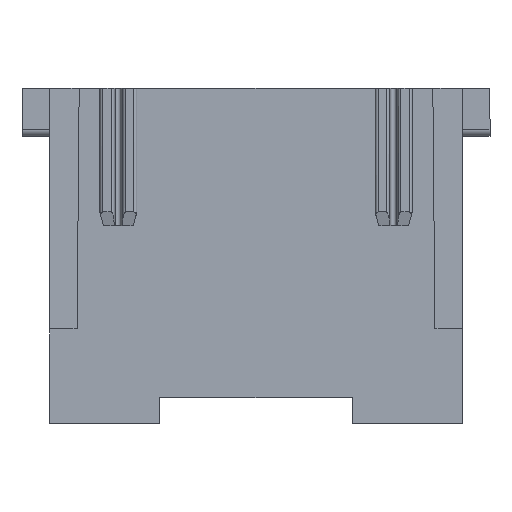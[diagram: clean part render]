
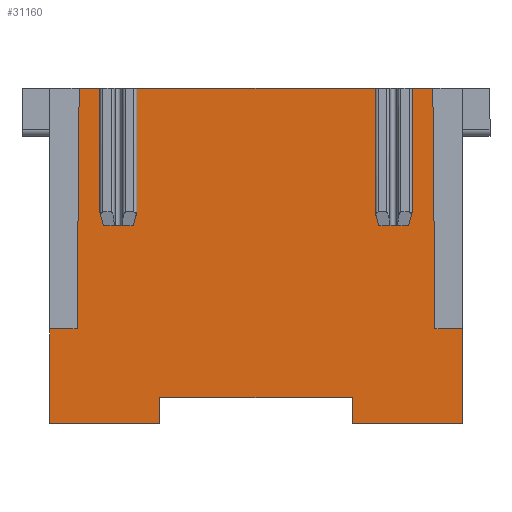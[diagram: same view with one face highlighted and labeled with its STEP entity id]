
A CAD part, left-side view. The second image highlights one B-rep face of the part: STEP entity #31160.
In plain terms, the highlighted face is planar.
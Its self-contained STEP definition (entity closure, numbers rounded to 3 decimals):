
#630=CARTESIAN_POINT('',(56.048,68.257,-7.));
#640=VERTEX_POINT('',#630);
#2020=CARTESIAN_POINT('',(56.048,68.257,-27.));
#2030=VERTEX_POINT('',#2020);
#2060=CARTESIAN_POINT('',(56.048,68.257,-4.559));
#2070=DIRECTION('',(0.,0.,1.));
#2080=VECTOR('',#2070,1.);
#2090=LINE('',#2060,#2080);
#2100=CARTESIAN_POINT('',(56.048,68.257,-25.924));
#2110=VERTEX_POINT('',#2100);
#2120=EDGE_CURVE('',#2030,#2110,#2090,.T.);
#2420=CARTESIAN_POINT('',(56.048,68.257,-5.924));
#2430=VERTEX_POINT('',#2420);
#2460=CARTESIAN_POINT('',(56.048,70.082,-5.435))
;
#2470=DIRECTION('',(0.,-0.966,
-0.259));
#2480=VECTOR('',#2470,1.);
#2490=LINE('',#2460,#2480);
#2500=CARTESIAN_POINT('',(56.048,69.257,-5.656));
#2510=VERTEX_POINT('',#2500);
#2520=EDGE_CURVE('',#2510,#2430,#2490,.T.);
#3250=CARTESIAN_POINT('',(56.048,60.757,-2.));
#3260=VERTEX_POINT('',#3250);
#3410=CARTESIAN_POINT('',(56.048,60.757,-4.));
#3420=VERTEX_POINT('',#3410);
#3450=CARTESIAN_POINT('',(56.048,60.757,-0.438));
#3460=DIRECTION('',(0.,0.,1.));
#3470=VECTOR('',#3460,1.);
#3480=LINE('',#3450,#3470);
#3490=EDGE_CURVE('',#3420,#3260,#3480,.T.);
#4290=CARTESIAN_POINT('',(56.048,77.757,-8.344));
#4300=DIRECTION('',(0.,1.,0.));
#4310=VECTOR('',#4300,1.);
#4320=LINE('',#4290,#4310);
#4330=CARTESIAN_POINT('',(56.048,69.257,-8.344));
#4340=VERTEX_POINT('',#4330);
#4350=CARTESIAN_POINT('',(56.048,78.257,-8.344));
#4360=VERTEX_POINT('',#4350);
#4370=EDGE_CURVE('',#4340,#4360,#4320,.T.);
#5430=CARTESIAN_POINT('',(56.048,69.257,-28.344));
#5440=VERTEX_POINT('',#5430);
#5470=CARTESIAN_POINT('',(56.048,70.517,-28.682))
;
#5480=DIRECTION('',(0.,-0.966,
0.259));
#5490=VECTOR('',#5480,1.);
#5500=LINE('',#5470,#5490);
#5510=CARTESIAN_POINT('',(56.048,68.257,-28.076));
#5520=VERTEX_POINT('',#5510);
#5530=EDGE_CURVE('',#5440,#5520,#5500,.T.);
#5750=CARTESIAN_POINT('',(56.048,78.257,-29.847));
#5760=VERTEX_POINT('',#5750);
#5910=CARTESIAN_POINT('',(56.048,60.757,-30.));
#5920=VERTEX_POINT('',#5910);
#5950=CARTESIAN_POINT('',(56.048,58.057,-30.024));
#5960=DIRECTION('',(0.,-1.,
-0.009));
#5970=VECTOR('',#5960,1.);
#5980=LINE('',#5950,#5970);
#5990=EDGE_CURVE('',#5760,#5920,#5980,.T.);
#7010=CARTESIAN_POINT('',(56.048,68.257,-8.076));
#7020=VERTEX_POINT('',#7010);
#7050=CARTESIAN_POINT('',(56.048,68.257,-4.559));
#7060=DIRECTION('',(0.,0.,1.));
#7070=VECTOR('',#7060,1.);
#7080=LINE('',#7050,#7070);
#7090=EDGE_CURVE('',#7020,#640,#7080,.T.);
#8290=CARTESIAN_POINT('',(56.048,78.257,-4.153));
#8300=VERTEX_POINT('',#8290);
#8350=CARTESIAN_POINT('',(56.048,58.057,-3.976));
#8360=DIRECTION('',(0.,1.,
-0.009));
#8370=VECTOR('',#8360,1.);
#8380=LINE('',#8350,#8370);
#8390=EDGE_CURVE('',#3420,#8300,#8380,.T.);
#14410=EDGE_CURVE('',#640,#2430,#7080,.T.);
#15750=CARTESIAN_POINT('',(56.048,53.857,-2.)
);
#15760=VERTEX_POINT('',#15750);
#17280=CARTESIAN_POINT('',(56.048,0.,-2.));
#17290=DIRECTION('',(0.,1.,0.));
#17300=VECTOR('',#17290,1.);
#17310=LINE('',#17280,#17300);
#17320=EDGE_CURVE('',#15760,#3260,#17310,.T.);
#17810=CARTESIAN_POINT('',(56.048,60.757,-32.));
#17820=VERTEX_POINT('',#17810);
#17850=CARTESIAN_POINT('',(56.048,60.757,-0.438));
#17860=DIRECTION('',(0.,0.,1.));
#17870=VECTOR('',#17860,1.);
#17880=LINE('',#17850,#17870);
#17890=EDGE_CURVE('',#17820,#5920,#17880,.T.);
#18360=EDGE_CURVE('',#5520,#2030,#2090,.T.);
#19640=CARTESIAN_POINT('',(56.048,77.757,-5.656));
#19650=DIRECTION('',(0.,-1.,0.));
#19660=VECTOR('',#19650,1.);
#19670=LINE('',#19640,#19660);
#19680=CARTESIAN_POINT('',(56.048,78.257,-5.656));
#19690=VERTEX_POINT('',#19680);
#19700=EDGE_CURVE('',#19690,#2510,#19670,.T.);
#20090=CARTESIAN_POINT('',(56.048,70.298,-8.623)
);
#20100=DIRECTION('',(0.,-0.966,
0.259));
#20110=VECTOR('',#20100,1.);
#20120=LINE('',#20090,#20110);
#20130=EDGE_CURVE('',#4340,#7020,#20120,.T.);
#20440=CARTESIAN_POINT('',(56.048,69.257,-25.656));
#20450=VERTEX_POINT('',#20440);
#20480=CARTESIAN_POINT('',(56.048,77.757,-25.656));
#20490=DIRECTION('',(0.,-1.,0.));
#20500=VECTOR('',#20490,1.);
#20510=LINE('',#20480,#20500);
#20520=CARTESIAN_POINT('',(56.048,78.257,-25.656));
#20530=VERTEX_POINT('',#20520);
#20540=EDGE_CURVE('',#20530,#20450,#20510,.T.);
#21700=CARTESIAN_POINT('',(56.048,70.462,-25.333)
);
#21710=DIRECTION('',(0.,-0.966,
-0.259));
#21720=VECTOR('',#21710,1.);
#21730=LINE('',#21700,#21720);
#21740=EDGE_CURVE('',#20450,#2110,#21730,.T.);
#21850=CARTESIAN_POINT('',(56.048,77.757,-28.344));
#21860=DIRECTION('',(0.,1.,0.));
#21870=VECTOR('',#21860,1.);
#21880=LINE('',#21850,#21870);
#21890=CARTESIAN_POINT('',(56.048,78.257,-28.344));
#21900=VERTEX_POINT('',#21890);
#21910=EDGE_CURVE('',#5440,#21900,#21880,.T.);
#27330=CARTESIAN_POINT('',(56.048,53.857,-32.));
#27340=VERTEX_POINT('',#27330);
#27370=CARTESIAN_POINT('',(56.048,58.057,-32.));
#27380=DIRECTION('',(0.,1.,0.));
#27390=VECTOR('',#27380,1.);
#27400=LINE('',#27370,#27390);
#27410=EDGE_CURVE('',#27340,#17820,#27400,.T.);
#30350=CARTESIAN_POINT('',(56.048,86.688,-19.097)
);
#30360=DIRECTION('',(1.,0.,0.));
#30370=DIRECTION('',(0.,1.,0.));
#30380=AXIS2_PLACEMENT_3D('',#30350,#30360,#30370);
#30390=PLANE('',#30380);
#30400=ORIENTED_EDGE('',*,*,#20540,.F.);
#30410=ORIENTED_EDGE('',*,*,#21740,.F.);
#30420=ORIENTED_EDGE('',*,*,#2120,.T.);
#30430=ORIENTED_EDGE('',*,*,#18360,.T.);
#30440=ORIENTED_EDGE('',*,*,#5530,.T.);
#30450=ORIENTED_EDGE('',*,*,#21910,.F.);
#30460=CARTESIAN_POINT('',(56.048,78.257,-4.559));
#30470=DIRECTION('',(0.,0.,1.));
#30480=VECTOR('',#30470,1.);
#30490=LINE('',#30460,#30480);
#30500=EDGE_CURVE('',#5760,#21900,#30490,.T.);
#30510=ORIENTED_EDGE('',*,*,#30500,.T.);
#30520=ORIENTED_EDGE('',*,*,#5990,.F.);
#30530=ORIENTED_EDGE('',*,*,#17890,.T.);
#30540=ORIENTED_EDGE('',*,*,#27410,.T.);
#30550=CARTESIAN_POINT('',(56.048,53.857,
-32.));
#30560=DIRECTION('',(0.,0.,1.));
#30570=VECTOR('',#30560,1.);
#30580=LINE('',#30550,#30570);
#30590=CARTESIAN_POINT('',(56.048,53.857,-24.));
#30600=VERTEX_POINT('',#30590);
#30610=EDGE_CURVE('',#27340,#30600,#30580,.T.);
#30620=ORIENTED_EDGE('',*,*,#30610,.F.);
#30630=CARTESIAN_POINT('',(56.048,58.057,-24.));
#30640=DIRECTION('',(0.,1.,0.));
#30650=VECTOR('',#30640,1.);
#30660=LINE('',#30630,#30650);
#30670=CARTESIAN_POINT('',(56.048,55.757,-24.));
#30680=VERTEX_POINT('',#30670);
#30690=EDGE_CURVE('',#30600,#30680,#30660,.T.);
#30700=ORIENTED_EDGE('',*,*,#30690,.F.);
#30710=CARTESIAN_POINT('',(56.048,55.757,-4.559)
);
#30720=DIRECTION('',(0.,0.,-1.));
#30730=VECTOR('',#30720,1.);
#30740=LINE('',#30710,#30730);
#30750=CARTESIAN_POINT('',(56.048,55.757,-10.)
);
#30760=VERTEX_POINT('',#30750);
#30770=EDGE_CURVE('',#30760,#30680,#30740,.T.);
#30780=ORIENTED_EDGE('',*,*,#30770,.T.);
#30790=CARTESIAN_POINT('',(56.048,58.057,-10.));
#30800=DIRECTION('',(0.,1.,0.));
#30810=VECTOR('',#30800,1.);
#30820=LINE('',#30790,#30810);
#30830=CARTESIAN_POINT('',(56.048,53.857,-10.)
);
#30840=VERTEX_POINT('',#30830);
#30850=EDGE_CURVE('',#30840,#30760,#30820,.T.);
#30860=ORIENTED_EDGE('',*,*,#30850,.T.);
#30870=CARTESIAN_POINT('',(56.048,53.857,
-2.));
#30880=DIRECTION('',(0.,0.,-1.));
#30890=VECTOR('',#30880,1.);
#30900=LINE('',#30870,#30890);
#30910=EDGE_CURVE('',#15760,#30840,#30900,.T.);
#30920=ORIENTED_EDGE('',*,*,#30910,.T.);
#30930=ORIENTED_EDGE('',*,*,#17320,.F.);
#30940=ORIENTED_EDGE('',*,*,#3490,.T.);
#30950=ORIENTED_EDGE('',*,*,#8390,.F.);
#30960=CARTESIAN_POINT('',(56.048,78.257,-4.559));
#30970=DIRECTION('',(0.,0.,1.));
#30980=VECTOR('',#30970,1.);
#30990=LINE('',#30960,#30980);
#31000=EDGE_CURVE('',#19690,#8300,#30990,.T.);
#31010=ORIENTED_EDGE('',*,*,#31000,.T.);
#31020=ORIENTED_EDGE('',*,*,#19700,.F.);
#31030=ORIENTED_EDGE('',*,*,#2520,.F.);
#31040=ORIENTED_EDGE('',*,*,#14410,.T.);
#31050=ORIENTED_EDGE('',*,*,#7090,.T.);
#31060=ORIENTED_EDGE('',*,*,#20130,.T.);
#31070=ORIENTED_EDGE('',*,*,#4370,.F.);
#31080=CARTESIAN_POINT('',(56.048,78.257,-4.559));
#31090=DIRECTION('',(0.,0.,1.));
#31100=VECTOR('',#31090,1.);
#31110=LINE('',#31080,#31100);
#31120=EDGE_CURVE('',#20530,#4360,#31110,.T.);
#31130=ORIENTED_EDGE('',*,*,#31120,.T.);
#31140=EDGE_LOOP('',(#31130,#31070,#31060,#31050,#31040,#31030,#31020,
#31010,#30950,#30940,#30930,#30920,#30860,#30780,#30700,#30620,#30540,
#30530,#30520,#30510,#30450,#30440,#30430,#30420,#30410,#30400));
#31150=FACE_OUTER_BOUND('',#31140,.T.);
#31160=ADVANCED_FACE('',(#31150),#30390,.T.);
